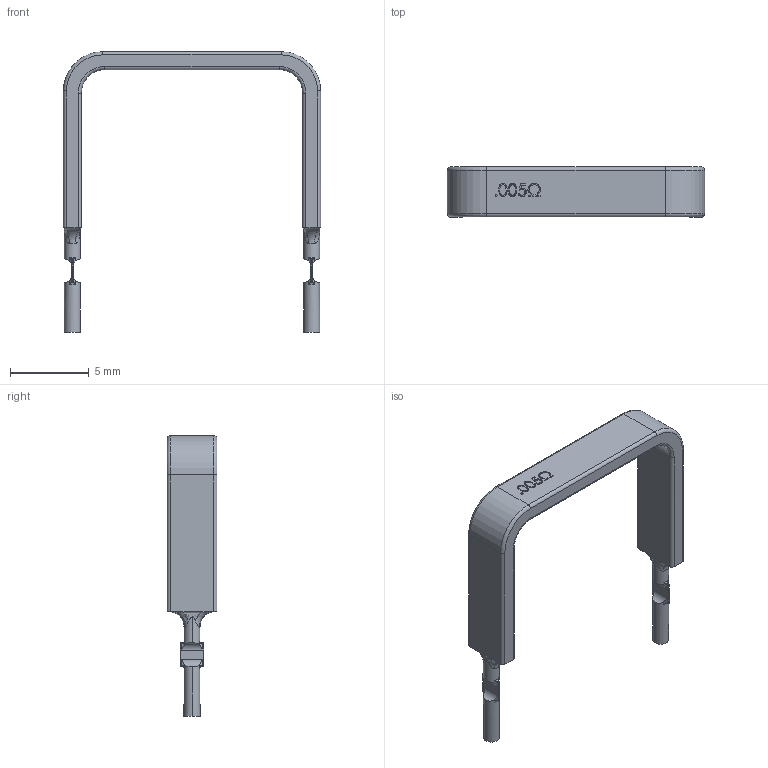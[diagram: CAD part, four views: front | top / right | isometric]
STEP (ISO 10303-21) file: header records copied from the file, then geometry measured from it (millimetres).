
FILE_DESCRIPTION (( 'STEP AP203' ), '1' );
FILE_NAME ('OAR3-R005.STEP', '2016-02-29T12:02:22', ( '' ), ( '' ), 'SwSTEP 2.0', 'SolidWorks 2015', '' );
FILE_SCHEMA (( 'CONFIG_CONTROL_DESIGN' ));
Length unit declared in the file: millimetre
Products named in the file (1): OAR3-R005
Bounding box: 16.38 x 3.17 x 17.89 mm (x, y, z)
Volume: 136.7 mm3; surface area: 340.3 mm2
Topology: 1 solids, 1 shells, 257 faces, 624 edges, 344 vertices
Faces by surface type: bspline 82, cylinder 80, plane 59, torus 36
Entity records: 12729 total; most frequent: CARTESIAN_POINT 7526, ORIENTED_EDGE 1184, DIRECTION 896, EDGE_CURVE 592, VERTEX_POINT 344, AXIS2_PLACEMENT_3D 340, EDGE_LOOP 264, FACE_OUTER_BOUND 257
